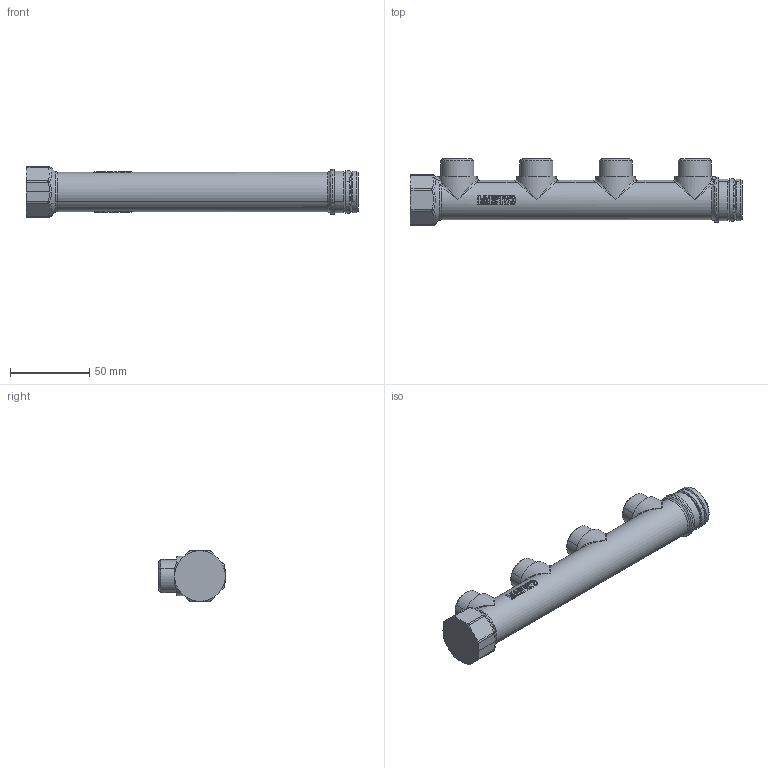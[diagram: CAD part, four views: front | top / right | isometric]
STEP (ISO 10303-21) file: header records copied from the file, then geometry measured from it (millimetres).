
FILE_DESCRIPTION((''),'2;1');
FILE_NAME('_5925450001_SW0001','2016-06-16T',('mparodi'),(''),'CREO PARAMETRIC BY PTC INC, 2014500','CREO PARAMETRIC BY PTC INC, 2014500','');
FILE_SCHEMA(('CONFIG_CONTROL_DESIGN'));
Products named in the file (1): _5925450001_SW0001
Bounding box: 210 x 41.9 x 31.8 mm (x, y, z)
Volume: 133644.2 mm3; surface area: 23265.6 mm2
Topology: 1 solids, 1 shells, 1506 faces, 3595 edges, 1986 vertices
Faces by surface type: plane 587, bspline 412, cylinder 312, sphere 112, extrusion 42, cone 34, torus 7
Entity records: 56433 total; most frequent: CARTESIAN_POINT 25289, ORIENTED_EDGE 6934, DIRECTION 5497, EDGE_CURVE 3467, VERTEX_POINT 1986, AXIS2_PLACEMENT_3D 1864, VECTOR 1769, LINE 1727
